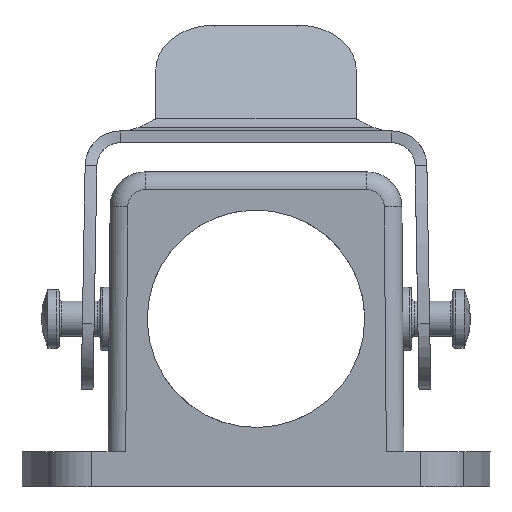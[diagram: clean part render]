
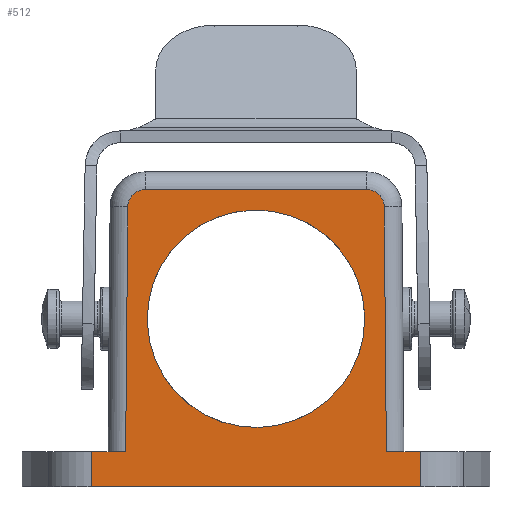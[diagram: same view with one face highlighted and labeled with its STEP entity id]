
A CAD part, left-side view. The second image highlights one B-rep face of the part: STEP entity #512.
In plain terms, the highlighted planar face has unit normal (-1, 0, 0).
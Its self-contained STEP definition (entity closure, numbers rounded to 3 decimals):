
#157=AXIS2_PLACEMENT_3D('Circle Axis2P3D',#155,#156,$) ;
#408=AXIS2_PLACEMENT_3D('Plane Axis2P3D',#405,#406,#407) ;
#428=AXIS2_PLACEMENT_3D('Circle Axis2P3D',#426,#427,$) ;
#442=AXIS2_PLACEMENT_3D('Circle Axis2P3D',#440,#441,$) ;
#152=CARTESIAN_POINT('Vertex',(0.,11.882,9.865)) ;
#155=CARTESIAN_POINT('Axis2P3D Location',(0.,20.,14.3)) ;
#159=CARTESIAN_POINT('Vertex',(0.,28.118,18.735)) ;
#382=CARTESIAN_POINT('Control Point',(0.,11.882,9.865)) ;
#383=CARTESIAN_POINT('Control Point',(0.,12.579,8.59)) ;
#384=CARTESIAN_POINT('Control Point',(0.,13.526,7.452)) ;
#385=CARTESIAN_POINT('Control Point',(0.,14.688,6.516)) ;
#386=CARTESIAN_POINT('Control Point',(0.,17.315,5.15)) ;
#387=CARTESIAN_POINT('Control Point',(0.,20.265,4.88)) ;
#388=CARTESIAN_POINT('Control Point',(0.,21.748,5.04)) ;
#389=CARTESIAN_POINT('Control Point',(0.,24.571,5.932)) ;
#390=CARTESIAN_POINT('Control Point',(0.,26.848,7.826)) ;
#391=CARTESIAN_POINT('Control Point',(0.,27.784,8.988)) ;
#392=CARTESIAN_POINT('Control Point',(0.,29.15,11.615)) ;
#393=CARTESIAN_POINT('Control Point',(0.,29.42,14.565)) ;
#394=CARTESIAN_POINT('Control Point',(0.,29.26,16.048)) ;
#395=CARTESIAN_POINT('Control Point',(0.,28.814,17.46)) ;
#396=CARTESIAN_POINT('Control Point',(0.,28.118,18.735)) ;
#405=CARTESIAN_POINT('Axis2P3D Location',(0.,20.,14.3)) ;
#410=CARTESIAN_POINT('Line Origine',(0.,8.161,3.)) ;
#414=CARTESIAN_POINT('Vertex',(0.,8.911,3.)) ;
#416=CARTESIAN_POINT('Vertex',(0.,7.41,3.)) ;
#419=CARTESIAN_POINT('Line Origine',(0.,9.001,13.407)) ;
#423=CARTESIAN_POINT('Vertex',(0.,9.092,23.813)) ;
#426=CARTESIAN_POINT('Axis2P3D Location',(0.,10.592,23.8)) ;
#430=CARTESIAN_POINT('Vertex',(0.,10.592,25.3)) ;
#433=CARTESIAN_POINT('Line Origine',(0.,20.,25.3)) ;
#437=CARTESIAN_POINT('Vertex',(0.,29.408,25.3)) ;
#440=CARTESIAN_POINT('Axis2P3D Location',(0.,29.408,23.8)) ;
#444=CARTESIAN_POINT('Vertex',(0.,30.908,23.813)) ;
#447=CARTESIAN_POINT('Line Origine',(0.,30.999,13.407)) ;
#451=CARTESIAN_POINT('Vertex',(0.,31.089,3.)) ;
#454=CARTESIAN_POINT('Line Origine',(0.,31.839,3.)) ;
#458=CARTESIAN_POINT('Vertex',(0.,32.59,3.)) ;
#461=CARTESIAN_POINT('Line Origine',(0.,33.295,3.)) ;
#465=CARTESIAN_POINT('Vertex',(0.,34.,3.)) ;
#468=CARTESIAN_POINT('Line Origine',(0.,34.,1.5)) ;
#472=CARTESIAN_POINT('Vertex',(0.,34.,0.)) ;
#475=CARTESIAN_POINT('Line Origine',(0.,20.,0.)) ;
#479=CARTESIAN_POINT('Vertex',(0.,6.,0.)) ;
#482=CARTESIAN_POINT('Line Origine',(0.,6.,1.5)) ;
#486=CARTESIAN_POINT('Vertex',(0.,6.,3.)) ;
#489=CARTESIAN_POINT('Line Origine',(0.,6.705,3.)) ;
#156=DIRECTION('Axis2P3D Direction',(1.,0.,0.)) ;
#406=DIRECTION('Axis2P3D Direction',(1.,0.,0.)) ;
#407=DIRECTION('Axis2P3D XDirection',(0.,1.,0.)) ;
#411=DIRECTION('Vector Direction',(0.,1.,0.)) ;
#420=DIRECTION('Vector Direction',(0.,-0.009,-1.)) ;
#427=DIRECTION('Axis2P3D Direction',(1.,0.,0.)) ;
#434=DIRECTION('Vector Direction',(0.,1.,0.)) ;
#441=DIRECTION('Axis2P3D Direction',(1.,0.,0.)) ;
#448=DIRECTION('Vector Direction',(0.,-0.009,1.)) ;
#455=DIRECTION('Vector Direction',(0.,1.,0.)) ;
#462=DIRECTION('Vector Direction',(0.,-1.,0.)) ;
#469=DIRECTION('Vector Direction',(0.,0.,-1.)) ;
#476=DIRECTION('Vector Direction',(0.,-1.,0.)) ;
#483=DIRECTION('Vector Direction',(0.,0.,-1.)) ;
#490=DIRECTION('Vector Direction',(0.,-1.,0.)) ;
#412=VECTOR('Line Direction',#411,1.) ;
#421=VECTOR('Line Direction',#420,1.) ;
#435=VECTOR('Line Direction',#434,1.) ;
#449=VECTOR('Line Direction',#448,1.) ;
#456=VECTOR('Line Direction',#455,1.) ;
#463=VECTOR('Line Direction',#462,1.) ;
#470=VECTOR('Line Direction',#469,1.) ;
#477=VECTOR('Line Direction',#476,1.) ;
#484=VECTOR('Line Direction',#483,1.) ;
#491=VECTOR('Line Direction',#490,1.) ;
#495=ORIENTED_EDGE('',*,*,#418,.F.) ;
#496=ORIENTED_EDGE('',*,*,#425,.F.) ;
#497=ORIENTED_EDGE('',*,*,#432,.F.) ;
#498=ORIENTED_EDGE('',*,*,#439,.F.) ;
#499=ORIENTED_EDGE('',*,*,#446,.F.) ;
#500=ORIENTED_EDGE('',*,*,#453,.F.) ;
#501=ORIENTED_EDGE('',*,*,#460,.F.) ;
#502=ORIENTED_EDGE('',*,*,#467,.T.) ;
#503=ORIENTED_EDGE('',*,*,#474,.T.) ;
#504=ORIENTED_EDGE('',*,*,#481,.F.) ;
#505=ORIENTED_EDGE('',*,*,#488,.F.) ;
#506=ORIENTED_EDGE('',*,*,#493,.T.) ;
#509=ORIENTED_EDGE('',*,*,#161,.T.) ;
#510=ORIENTED_EDGE('',*,*,#397,.T.) ;
#511=FACE_BOUND('',#508,.T.) ;
#512=ADVANCED_FACE('Hauptk\X2\00F6\X0\rper',(#507,#511),#409,.F.) ;
#381=B_SPLINE_CURVE_WITH_KNOTS('',5,(#382,#383,#384,#385,#386,#387,#388,#389,#390,#391,#392,#393,#394,#395,#396),.UNSPECIFIED.,.F.,.U.,(6,3,3,3,6),(-14.53,-7.265,0.,7.265,14.53),.UNSPECIFIED.) ;
#158=CIRCLE('generated circle',#157,9.25) ;
#429=CIRCLE('generated circle',#428,1.5) ;
#443=CIRCLE('generated circle',#442,1.5) ;
#161=EDGE_CURVE('',#160,#153,#158,.T.) ;
#397=EDGE_CURVE('',#153,#160,#381,.T.) ;
#418=EDGE_CURVE('',#415,#417,#413,.F.) ;
#425=EDGE_CURVE('',#424,#415,#422,.T.) ;
#432=EDGE_CURVE('',#431,#424,#429,.T.) ;
#439=EDGE_CURVE('',#438,#431,#436,.F.) ;
#446=EDGE_CURVE('',#445,#438,#443,.T.) ;
#453=EDGE_CURVE('',#452,#445,#450,.T.) ;
#460=EDGE_CURVE('',#459,#452,#457,.F.) ;
#467=EDGE_CURVE('',#459,#466,#464,.F.) ;
#474=EDGE_CURVE('',#466,#473,#471,.T.) ;
#481=EDGE_CURVE('',#480,#473,#478,.F.) ;
#488=EDGE_CURVE('',#487,#480,#485,.T.) ;
#493=EDGE_CURVE('',#487,#417,#492,.F.) ;
#494=EDGE_LOOP('',(#495,#496,#497,#498,#499,#500,#501,#502,#503,#504,#505,#506)) ;
#508=EDGE_LOOP('',(#509,#510)) ;
#507=FACE_OUTER_BOUND('',#494,.T.) ;
#413=LINE('Line',#410,#412) ;
#422=LINE('Line',#419,#421) ;
#436=LINE('Line',#433,#435) ;
#450=LINE('Line',#447,#449) ;
#457=LINE('Line',#454,#456) ;
#464=LINE('Line',#461,#463) ;
#471=LINE('Line',#468,#470) ;
#478=LINE('Line',#475,#477) ;
#485=LINE('Line',#482,#484) ;
#492=LINE('Line',#489,#491) ;
#409=PLANE('',#408) ;
#153=VERTEX_POINT('',#152) ;
#160=VERTEX_POINT('',#159) ;
#415=VERTEX_POINT('',#414) ;
#417=VERTEX_POINT('',#416) ;
#424=VERTEX_POINT('',#423) ;
#431=VERTEX_POINT('',#430) ;
#438=VERTEX_POINT('',#437) ;
#445=VERTEX_POINT('',#444) ;
#452=VERTEX_POINT('',#451) ;
#459=VERTEX_POINT('',#458) ;
#466=VERTEX_POINT('',#465) ;
#473=VERTEX_POINT('',#472) ;
#480=VERTEX_POINT('',#479) ;
#487=VERTEX_POINT('',#486) ;
